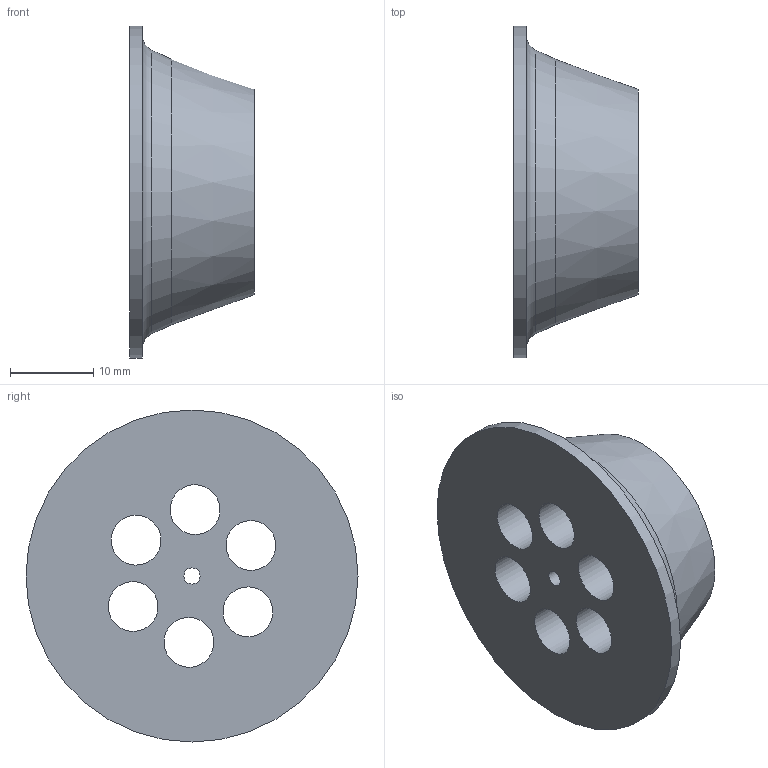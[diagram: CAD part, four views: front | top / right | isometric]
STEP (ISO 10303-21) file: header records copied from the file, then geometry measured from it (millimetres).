
FILE_DESCRIPTION(/* description */ (''),/* implementation_level */ '2;1');
FILE_NAME(/* name */ '',/* time_stamp */ '2023-12-19T21:54:13+08:00',/* author */ (''),/* organization */ (''),/* preprocessor_version */ 'ST-DEVELOPER v20',/* originating_system */ 'Autodesk Translation Framework v12.14.0.127',/* authorisation */ '');
FILE_SCHEMA (('AUTOMOTIVE_DESIGN { 1 0 10303 214 3 1 1 }'));
Length unit declared in the file: millimetre
Products named in the file (1): 星穷列车_右前轮
Bounding box: 15 x 40 x 40 mm (x, y, z)
Volume: 8790.1 mm3; surface area: 4974.1 mm2
Topology: 1 solids, 1 shells, 14 faces, 31 edges, 20 vertices
Faces by surface type: cylinder 8, plane 3, cone 2, torus 1
Full cylindrical faces by diameter (mm): 1.95 x1, 6 x6, 40 x1
Entity records: 461 total; most frequent: DIRECTION 82, CARTESIAN_POINT 66, ORIENTED_EDGE 62, AXIS2_PLACEMENT_3D 36, EDGE_CURVE 31, EDGE_LOOP 29, CIRCLE 21, VERTEX_POINT 20
